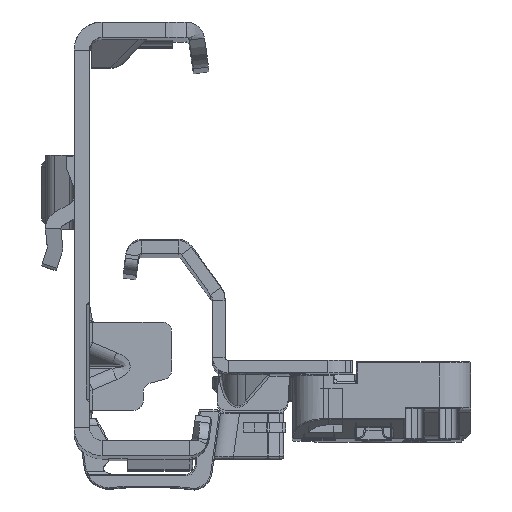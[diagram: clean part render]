
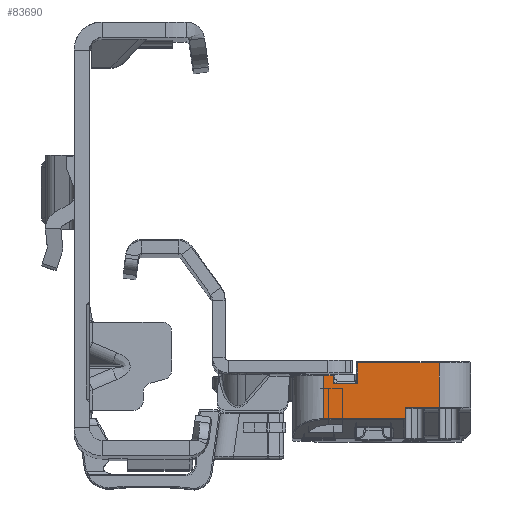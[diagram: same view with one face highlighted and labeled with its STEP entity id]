
A CAD part, top view. The second image highlights one B-rep face of the part: STEP entity #83690.
In plain terms, the highlighted face is planar.
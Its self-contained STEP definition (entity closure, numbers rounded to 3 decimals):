
#3134 = CARTESIAN_POINT ( 'NONE',  ( -13.7, 2.1, -284.5 ) ) ;
#3255 = ORIENTED_EDGE ( 'NONE', *, *, #123484, .T. ) ;
#4959 = CARTESIAN_POINT ( 'NONE',  ( -8.3, 0., -284.5 ) ) ;
#7611 = CARTESIAN_POINT ( 'NONE',  ( 3.15, -1.15, -284.5 ) ) ;
#8854 = EDGE_CURVE ( 'NONE', #43651, #27080, #100888, .T. ) ;
#8912 = EDGE_CURVE ( 'NONE', #127359, #43651, #59347, .T. ) ;
#10002 = EDGE_CURVE ( 'NONE', #14268, #39649, #69132, .T. ) ;
#11498 = AXIS2_PLACEMENT_3D ( 'NONE', #89984, #89347, #31584 ) ;
#12761 = ORIENTED_EDGE ( 'NONE', *, *, #10002, .T. ) ;
#13025 = ORIENTED_EDGE ( 'NONE', *, *, #8854, .T. ) ;
#13812 = VECTOR ( 'NONE', #111657, 1000. ) ;
#14268 = VERTEX_POINT ( 'NONE', #72262 ) ;
#14632 = VERTEX_POINT ( 'NONE', #53150 ) ;
#14891 = DIRECTION ( 'NONE',  ( 1., 0., 0. ) ) ;
#17809 = ORIENTED_EDGE ( 'NONE', *, *, #126213, .F. ) ;
#20280 = EDGE_CURVE ( 'NONE', #14632, #42398, #93862, .T. ) ;
#21366 = ORIENTED_EDGE ( 'NONE', *, *, #96748, .T. ) ;
#26144 = ORIENTED_EDGE ( 'NONE', *, *, #44198, .T. ) ;
#26371 =( BOUNDED_CURVE ( )  B_SPLINE_CURVE ( 3, ( #88833, #127801, #48651, #89456 ),
 .UNSPECIFIED., .F., .F. ) 
 B_SPLINE_CURVE_WITH_KNOTS ( ( 4, 4 ),
 ( 1.047, 1.571 ),
 .UNSPECIFIED. ) 
 CURVE ( )  GEOMETRIC_REPRESENTATION_ITEM ( )  RATIONAL_B_SPLINE_CURVE ( ( 1., 0.977, 0.977, 1. ) ) 
 REPRESENTATION_ITEM ( '' )  );
#26945 = VERTEX_POINT ( 'NONE', #3134 ) ;
#27080 = VERTEX_POINT ( 'NONE', #47200 ) ;
#27538 = VERTEX_POINT ( 'NONE', #52009 ) ;
#31584 = DIRECTION ( 'NONE',  ( 1., 0., 0. ) ) ;
#35063 = DIRECTION ( 'NONE',  ( 0., 0., 1. ) ) ;
#39384 = DIRECTION ( 'NONE',  ( 1., 0., 0. ) ) ;
#39649 = VERTEX_POINT ( 'NONE', #112758 ) ;
#42299 = ORIENTED_EDGE ( 'NONE', *, *, #8912, .T. ) ;
#42398 = VERTEX_POINT ( 'NONE', #67523 ) ;
#43353 = DIRECTION ( 'NONE',  ( 1., 0., 0. ) ) ;
#43651 = VERTEX_POINT ( 'NONE', #83852 ) ;
#44198 = EDGE_CURVE ( 'NONE', #60492, #127359, #119310, .T. ) ;
#44568 = DIRECTION ( 'NONE',  ( 0., -1., 0. ) ) ;
#47040 = VECTOR ( 'NONE', #115897, 1000. ) ;
#47200 = CARTESIAN_POINT ( 'NONE',  ( 4.6, 0.1, -284.5 ) ) ;
#48651 = CARTESIAN_POINT ( 'NONE',  ( -8.3, -6.71, -284.5 ) ) ;
#49745 = LINE ( 'NONE', #61335, #70120 ) ;
#49965 = DIRECTION ( 'NONE',  ( 0., -1., 0. ) ) ;
#51785 = VECTOR ( 'NONE', #14891, 1000. ) ;
#52009 = CARTESIAN_POINT ( 'NONE',  ( -13.7, -5., -284.5 ) ) ;
#53150 = CARTESIAN_POINT ( 'NONE',  ( -8.3, -5.2, -284.5 ) ) ;
#54544 = FACE_OUTER_BOUND ( 'NONE', #71061, .T. ) ;
#58656 = ORIENTED_EDGE ( 'NONE', *, *, #108283, .F. ) ;
#59347 = LINE ( 'NONE', #80761, #65366 ) ;
#60492 = VERTEX_POINT ( 'NONE', #78974 ) ;
#61286 = VECTOR ( 'NONE', #90497, 1000. ) ;
#61335 = CARTESIAN_POINT ( 'NONE',  ( -0.7, 2.1, -284.5 ) ) ;
#63292 = VERTEX_POINT ( 'NONE', #126277 ) ;
#63409 = CARTESIAN_POINT ( 'NONE',  ( 19.8, -1.15, -284.5 ) ) ;
#64400 = VECTOR ( 'NONE', #117271, 1000. ) ;
#64582 = VECTOR ( 'NONE', #44568, 1000. ) ;
#65366 = VECTOR ( 'NONE', #80113, 1000. ) ;
#65523 = ORIENTED_EDGE ( 'NONE', *, *, #70114, .T. ) ;
#66204 = CARTESIAN_POINT ( 'NONE',  ( -0.75, 2.1, -284.5 ) ) ;
#67272 = CARTESIAN_POINT ( 'NONE',  ( 4.6, -242.444, -284.5 ) ) ;
#67523 = CARTESIAN_POINT ( 'NONE',  ( -8.3, -6.669, -284.5 ) ) ;
#69132 = LINE ( 'NONE', #117832, #47040 ) ;
#69359 = AXIS2_PLACEMENT_3D ( 'NONE', #73981, #35063, #94104 ) ;
#70114 = EDGE_CURVE ( 'NONE', #27538, #26945, #90265, .T. ) ;
#70120 = VECTOR ( 'NONE', #39384, 1000. ) ;
#71061 = EDGE_LOOP ( 'NONE', ( #26144, #42299, #13025, #17809, #12761, #121258, #108412, #21366, #58656, #65523, #123437, #3255 ) ) ;
#72262 = CARTESIAN_POINT ( 'NONE',  ( 4.6, -6.785, -284.5 ) ) ;
#72374 = EDGE_CURVE ( 'NONE', #39649, #42398, #26371, .T. ) ;
#73981 = CARTESIAN_POINT ( 'NONE',  ( 19.8, 2.6, -284.5 ) ) ;
#76183 = EDGE_CURVE ( 'NONE', #26945, #113801, #49745, .T. ) ;
#78974 = CARTESIAN_POINT ( 'NONE',  ( -0.75, -1.15, -284.5 ) ) ;
#80113 = DIRECTION ( 'NONE',  ( 0., 1., 0. ) ) ;
#80761 = CARTESIAN_POINT ( 'NONE',  ( 3.15, 0.1, -284.5 ) ) ;
#83690 = ADVANCED_FACE ( 'NONE', ( #54544 ), #123319, .F. ) ;
#83852 = CARTESIAN_POINT ( 'NONE',  ( 3.15, 0.1, -284.5 ) ) ;
#84374 = CARTESIAN_POINT ( 'NONE',  ( -13.7, 2., -284.5 ) ) ;
#84999 = VECTOR ( 'NONE', #49965, 1000. ) ;
#88833 = CARTESIAN_POINT ( 'NONE',  ( -8.273, -6.785, -284.5 ) ) ;
#89347 = DIRECTION ( 'NONE',  ( 0., 0., 1. ) ) ;
#89456 = CARTESIAN_POINT ( 'NONE',  ( -8.3, -6.669, -284.5 ) ) ;
#89513 = LINE ( 'NONE', #101847, #84999 ) ;
#89856 = CARTESIAN_POINT ( 'NONE',  ( 4.6, 0.1, -284.5 ) ) ;
#89984 = CARTESIAN_POINT ( 'NONE',  ( -8.5, -5.2, -284.5 ) ) ;
#90265 = LINE ( 'NONE', #84374, #13812 ) ;
#90497 = DIRECTION ( 'NONE',  ( 1., 0., 0. ) ) ;
#93862 = LINE ( 'NONE', #4959, #64582 ) ;
#94060 = CARTESIAN_POINT ( 'NONE',  ( -8.3, -5., -284.5 ) ) ;
#94104 = DIRECTION ( 'NONE',  ( 1., 0., 0. ) ) ;
#96748 = EDGE_CURVE ( 'NONE', #14632, #63292, #127490, .T. ) ;
#100888 = LINE ( 'NONE', #89856, #61286 ) ;
#101847 = CARTESIAN_POINT ( 'NONE',  ( -0.75, -0.9, -284.5 ) ) ;
#104452 = LINE ( 'NONE', #94060, #51785 ) ;
#105608 = VECTOR ( 'NONE', #43353, 1000. ) ;
#105610 = LINE ( 'NONE', #67272, #64400 ) ;
#108283 = EDGE_CURVE ( 'NONE', #27538, #63292, #104452, .T. ) ;
#108412 = ORIENTED_EDGE ( 'NONE', *, *, #20280, .F. ) ;
#111657 = DIRECTION ( 'NONE',  ( 0., 1., 0. ) ) ;
#112758 = CARTESIAN_POINT ( 'NONE',  ( -8.273, -6.785, -284.5 ) ) ;
#113801 = VERTEX_POINT ( 'NONE', #66204 ) ;
#115897 = DIRECTION ( 'NONE',  ( -1., 0., 0. ) ) ;
#117271 = DIRECTION ( 'NONE',  ( 0., 1., 0. ) ) ;
#117832 = CARTESIAN_POINT ( 'NONE',  ( -8.3, -6.785, -284.5 ) ) ;
#119310 = LINE ( 'NONE', #63409, #105608 ) ;
#121258 = ORIENTED_EDGE ( 'NONE', *, *, #72374, .T. ) ;
#123319 = PLANE ( 'NONE',  #69359 ) ;
#123437 = ORIENTED_EDGE ( 'NONE', *, *, #76183, .T. ) ;
#123484 = EDGE_CURVE ( 'NONE', #113801, #60492, #89513, .T. ) ;
#126213 = EDGE_CURVE ( 'NONE', #14268, #27080, #105610, .T. ) ;
#126277 = CARTESIAN_POINT ( 'NONE',  ( -8.5, -5., -284.5 ) ) ;
#127359 = VERTEX_POINT ( 'NONE', #7611 ) ;
#127490 = CIRCLE ( 'NONE', #11498, 0.2 ) ;
#127801 = CARTESIAN_POINT ( 'NONE',  ( -8.291, -6.749, -284.5 ) ) ;
